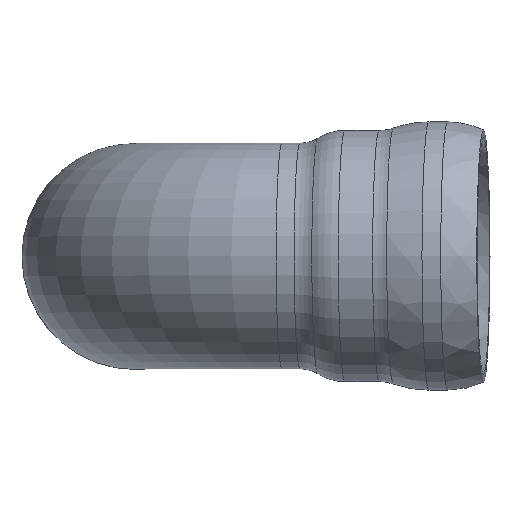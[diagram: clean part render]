
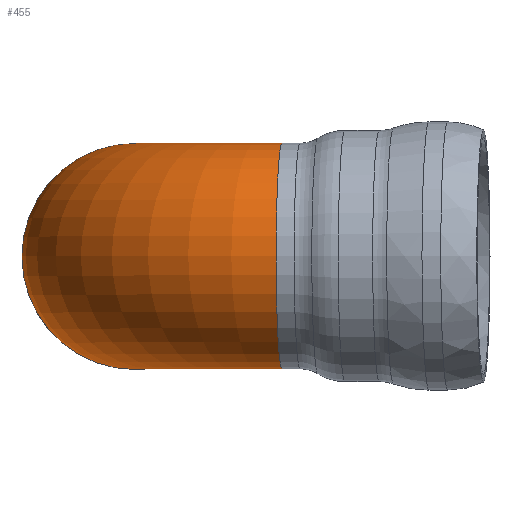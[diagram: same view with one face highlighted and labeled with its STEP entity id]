
A CAD part, top view. The second image highlights one B-rep face of the part: STEP entity #455.
In plain terms, the highlighted toroidal (fillet/blend) face has major radius 365 mm and minor radius 265 mm.
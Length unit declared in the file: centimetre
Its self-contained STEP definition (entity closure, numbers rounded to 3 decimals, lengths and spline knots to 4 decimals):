
#41=TOROIDAL_SURFACE('',#537,36.5,26.5);
#95=FACE_OUTER_BOUND('',#125,.T.);
#125=EDGE_LOOP('',(#418,#419,#420,#421));
#173=CIRCLE('',#521,26.5);
#184=CIRCLE('',#538,26.5);
#185=CIRCLE('',#539,10.);
#218=VERTEX_POINT('',#926);
#227=VERTEX_POINT('',#956);
#278=EDGE_CURVE('',#218,#218,#173,.T.);
#292=EDGE_CURVE('',#227,#227,#184,.T.);
#293=EDGE_CURVE('',#227,#218,#185,.T.);
#418=ORIENTED_EDGE('',*,*,#292,.F.);
#419=ORIENTED_EDGE('',*,*,#293,.T.);
#420=ORIENTED_EDGE('',*,*,#278,.F.);
#421=ORIENTED_EDGE('',*,*,#293,.F.);
#455=ADVANCED_FACE('',(#95),#41,.T.);
#521=AXIS2_PLACEMENT_3D('',#928,#672,#673);
#537=AXIS2_PLACEMENT_3D('',#955,#707,#708);
#538=AXIS2_PLACEMENT_3D('',#957,#709,#710);
#539=AXIS2_PLACEMENT_3D('',#958,#711,#712);
#672=DIRECTION('center_axis',(0.,0.,
-1.));
#673=DIRECTION('ref_axis',(1.,0.,0.));
#707=DIRECTION('center_axis',(0.,1.,0.));
#708=DIRECTION('ref_axis',(-1.,0.,0.));
#709=DIRECTION('center_axis',(0.999,0.,0.052));
#710=DIRECTION('ref_axis',(0.052,0.,-0.999));
#711=DIRECTION('center_axis',(0.,-1.,0.));
#712=DIRECTION('ref_axis',(-1.,0.,0.));
#926=CARTESIAN_POINT('',(92.5701,151.4498,10.1416));
#928=CARTESIAN_POINT('Origin',(66.0701,151.4498,10.1416));
#955=CARTESIAN_POINT('Origin',(102.5701,151.4498,10.1416));
#956=CARTESIAN_POINT('',(102.0467,151.4498,20.1279));
#957=CARTESIAN_POINT('Origin',(100.6598,151.4498,46.5916));
#958=CARTESIAN_POINT('Origin',(102.5701,151.4498,10.1416));
